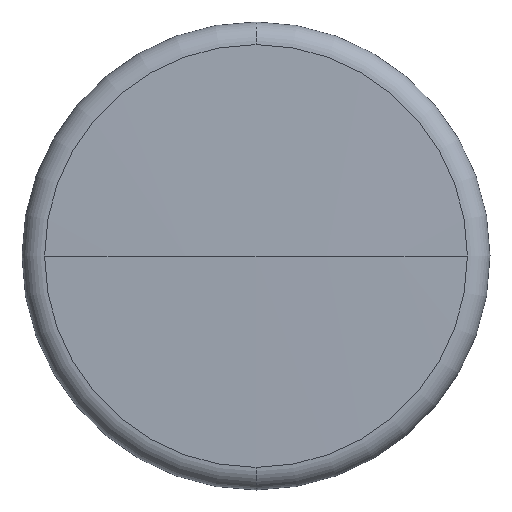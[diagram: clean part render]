
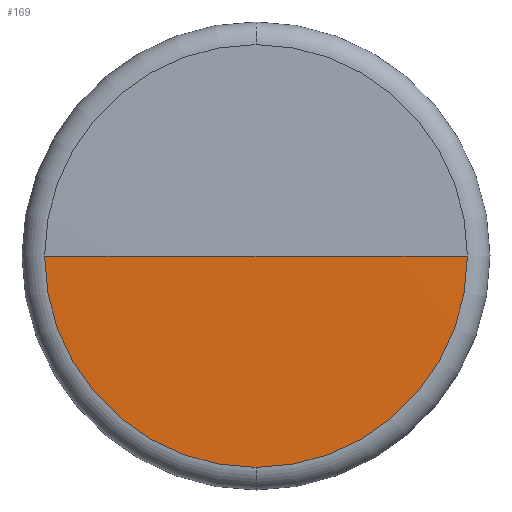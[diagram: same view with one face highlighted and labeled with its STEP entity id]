
A CAD part, front view. The second image highlights one B-rep face of the part: STEP entity #169.
In plain terms, the highlighted spherical face has radius 1004.38 mm.
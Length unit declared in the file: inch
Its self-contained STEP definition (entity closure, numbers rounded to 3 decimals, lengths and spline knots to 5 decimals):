
#5 = DIRECTION ( 'NONE',  ( 0., 1., 0. ) ) ;
#10 = EDGE_CURVE ( 'NONE', #58, #335, #219, .T. ) ;
#27 = CIRCLE ( 'NONE', #385, 1.13609 ) ;
#28 = ORIENTED_EDGE ( 'NONE', *, *, #10, .F. ) ;
#30 = AXIS2_PLACEMENT_3D ( 'NONE', #79, #416, #411 ) ;
#51 = ORIENTED_EDGE ( 'NONE', *, *, #425, .F. ) ;
#57 = AXIS2_PLACEMENT_3D ( 'NONE', #259, #74, #290 ) ;
#58 = VERTEX_POINT ( 'NONE', #135 ) ;
#62 = AXIS2_PLACEMENT_3D ( 'NONE', #368, #176, #83 ) ;
#64 = SPHERICAL_SURFACE ( 'NONE', #30, 39.54266 ) ;
#74 = DIRECTION ( 'NONE',  ( 0., 1., 0. ) ) ;
#79 = CARTESIAN_POINT ( 'NONE',  ( 0., 39.54266, 0. ) ) ;
#82 = CIRCLE ( 'NONE', #57, 1.13609 ) ;
#83 = DIRECTION ( 'NONE',  ( 1., 0., 0. ) ) ;
#93 = VERTEX_POINT ( 'NONE', #293 ) ;
#135 = CARTESIAN_POINT ( 'NONE',  ( 0., 0., 0. ) ) ;
#152 = FACE_OUTER_BOUND ( 'NONE', #242, .T. ) ;
#154 = AXIS2_PLACEMENT_3D ( 'NONE', #236, #349, #209 ) ;
#166 = CARTESIAN_POINT ( 'NONE',  ( -1.13609, 0.01632, 0. ) ) ;
#169 = ADVANCED_FACE ( 'NONE', ( #152 ), #64, .T. ) ;
#176 = DIRECTION ( 'NONE',  ( 0., 0., 1. ) ) ;
#187 = CARTESIAN_POINT ( 'NONE',  ( 0., 0.01632, 0. ) ) ;
#206 = ORIENTED_EDGE ( 'NONE', *, *, #309, .F. ) ;
#209 = DIRECTION ( 'NONE',  ( -1., 0., 0. ) ) ;
#215 = CIRCLE ( 'NONE', #154, 39.54266 ) ;
#219 = CIRCLE ( 'NONE', #62, 39.54266 ) ;
#225 = EDGE_CURVE ( 'NONE', #58, #389, #215, .T. ) ;
#226 = DIRECTION ( 'NONE',  ( 0., 0., 1. ) ) ;
#236 = CARTESIAN_POINT ( 'NONE',  ( 0., 39.54266, 0. ) ) ;
#242 = EDGE_LOOP ( 'NONE', ( #28, #247, #51, #206 ) ) ;
#247 = ORIENTED_EDGE ( 'NONE', *, *, #225, .T. ) ;
#259 = CARTESIAN_POINT ( 'NONE',  ( 0., 0.01632, 0. ) ) ;
#290 = DIRECTION ( 'NONE',  ( 0., 0., 1. ) ) ;
#293 = CARTESIAN_POINT ( 'NONE',  ( 0., 0.01632, -1.13609 ) ) ;
#309 = EDGE_CURVE ( 'NONE', #335, #93, #27, .T. ) ;
#320 = CARTESIAN_POINT ( 'NONE',  ( 1.13609, 0.01632, 0. ) ) ;
#335 = VERTEX_POINT ( 'NONE', #320 ) ;
#349 = DIRECTION ( 'NONE',  ( 0., 0., -1. ) ) ;
#368 = CARTESIAN_POINT ( 'NONE',  ( 0., 39.54266, 0. ) ) ;
#385 = AXIS2_PLACEMENT_3D ( 'NONE', #187, #5, #226 ) ;
#389 = VERTEX_POINT ( 'NONE', #166 ) ;
#411 = DIRECTION ( 'NONE',  ( 1., 0., 0. ) ) ;
#416 = DIRECTION ( 'NONE',  ( 0., 0., -1. ) ) ;
#425 = EDGE_CURVE ( 'NONE', #93, #389, #82, .T. ) ;
